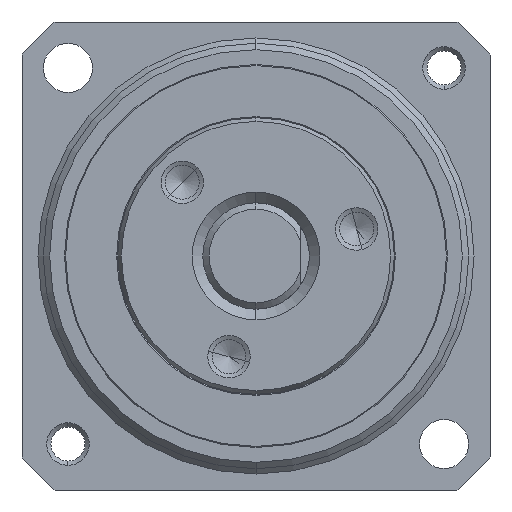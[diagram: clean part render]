
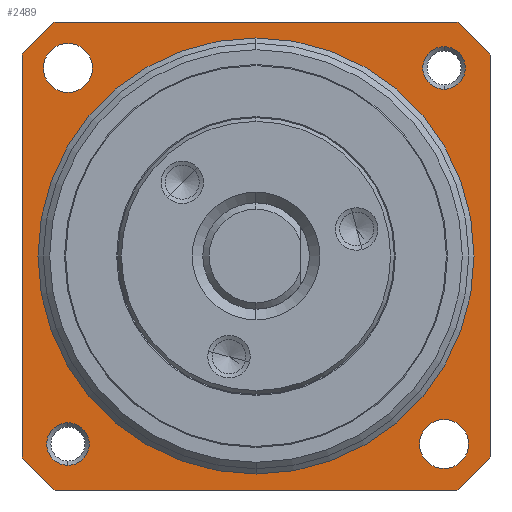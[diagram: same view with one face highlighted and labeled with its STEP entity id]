
A CAD part, left-side view. The second image highlights one B-rep face of the part: STEP entity #2489.
In plain terms, the highlighted planar face has unit normal (-1, 0, 0).
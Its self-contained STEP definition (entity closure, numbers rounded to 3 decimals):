
#2099=VERTEX_POINT('',#6196);
#2135=EDGE_CURVE('',#3995,#5243,#6236,.T.);
#2171=VERTEX_POINT('',#6275);
#2423=EDGE_CURVE('',#5139,#2171,#6560,.T.);
#2431=EDGE_CURVE('',#6013,#4695,#6568,.T.);
#2489=ADVANCED_FACE('',(#6633,#6634,#6635,#6636,#6637,#6638),#6639,.T.);
#2937=VERTEX_POINT('',#7156);
#3051=EDGE_CURVE('',#2099,#3093,#7289,.T.);
#3093=VERTEX_POINT('',#7336);
#3127=VERTEX_POINT('',#7372);
#3283=VERTEX_POINT('',#7546);
#3371=EDGE_CURVE('',#5393,#6107,#7645,.T.);
#3761=EDGE_CURVE('',#4421,#3283,#8086,.T.);
#3925=EDGE_CURVE('',#6107,#5393,#8270,.T.);
#3995=VERTEX_POINT('',#8346);
#4031=EDGE_CURVE('',#5569,#4085,#8386,.T.);
#4085=VERTEX_POINT('',#8444);
#4201=EDGE_CURVE('',#2937,#4421,#8587,.T.);
#4421=VERTEX_POINT('',#8840);
#4567=EDGE_CURVE('',#5553,#3127,#9007,.T.);
#4661=EDGE_CURVE('',#2171,#5139,#9109,.T.);
#4695=VERTEX_POINT('',#9150);
#4769=EDGE_CURVE('',#3127,#5553,#9231,.T.);
#4779=VERTEX_POINT('',#9243);
#4803=EDGE_CURVE('',#4695,#2937,#9271,.T.);
#5139=VERTEX_POINT('',#9647);
#5215=EDGE_CURVE('',#3283,#4779,#9733,.T.);
#5243=VERTEX_POINT('',#9763);
#5393=VERTEX_POINT('',#9931);
#5497=EDGE_CURVE('',#5243,#3995,#10049,.T.);
#5553=VERTEX_POINT('',#10109);
#5561=EDGE_CURVE('',#3093,#6013,#10119,.T.);
#5569=VERTEX_POINT('',#10127);
#5953=EDGE_CURVE('',#4779,#2099,#10556,.T.);
#5973=EDGE_CURVE('',#4085,#5569,#10578,.T.);
#6013=VERTEX_POINT('',#10621);
#6107=VERTEX_POINT('',#10724);
#6196=CARTESIAN_POINT('',(12.7,-9.447,-11.0));
#6236=CIRCLE('',#10942,1.15);
#6275=CARTESIAN_POINT('',(12.7,8.839,7.689));
#6560=CIRCLE('',#11393,1.15);
#6568=CIRCLE('',#11405,14.5);
#6633=FACE_BOUND('',#11480,.T.);
#6634=FACE_BOUND('',#11481,.T.);
#6635=FACE_BOUND('',#11482,.T.);
#6636=FACE_BOUND('',#11483,.T.);
#6637=FACE_BOUND('',#11484,.T.);
#6638=FACE_OUTER_BOUND('',#11485,.T.);
#6639=PLANE('',#11486);
#7156=CARTESIAN_POINT('',(12.7,9.447,11.0));
#7289=CIRCLE('',#12418,14.5);
#7336=CARTESIAN_POINT('',(12.7,-11.0,-9.447));
#7372=CARTESIAN_POINT('',(12.7,8.839,-7.839));
#7546=CARTESIAN_POINT('',(12.7,11.0,-9.447));
#7645=CIRCLE('',#12942,1.0);
#8086=LINE('',#13583,#13584);
#8270=CIRCLE('',#13844,1.0);
#8346=CARTESIAN_POINT('',(12.7,-8.839,-7.689));
#8386=CIRCLE('',#14005,10.25);
#8444=CARTESIAN_POINT('',(12.7,0.0,10.25));
#8587=CIRCLE('',#14288,14.5);
#8840=CARTESIAN_POINT('',(12.7,11.0,9.447));
#9007=CIRCLE('',#14921,1.0);
#9109=CIRCLE('',#15061,1.15);
#9150=CARTESIAN_POINT('',(12.7,-9.447,11.0));
#9231=CIRCLE('',#15234,1.0);
#9243=CARTESIAN_POINT('',(12.7,9.447,-11.0));
#9271=LINE('',#15278,#15279);
#9647=CARTESIAN_POINT('',(12.7,8.839,9.989));
#9733=CIRCLE('',#15915,14.5);
#9763=CARTESIAN_POINT('',(12.7,-8.839,-9.989));
#9931=CARTESIAN_POINT('',(12.7,-8.839,7.839));
#10049=CIRCLE('',#16348,1.15);
#10109=CARTESIAN_POINT('',(12.7,8.839,-9.839));
#10119=LINE('',#16440,#16441);
#10127=CARTESIAN_POINT('',(12.7,0.,-10.25));
#10556=LINE('',#17020,#17021);
#10578=CIRCLE('',#17051,10.25);
#10621=CARTESIAN_POINT('',(12.7,-11.0,9.447));
#10724=CARTESIAN_POINT('',(12.7,-8.839,9.839));
#10942=AXIS2_PLACEMENT_3D('',#17424,#17425,#17426);
#11393=AXIS2_PLACEMENT_3D('',#17832,#17833,#17834);
#11405=AXIS2_PLACEMENT_3D('',#17839,#17840,#17841);
#11480=EDGE_LOOP('',(#17922,#17923));
#11481=EDGE_LOOP('',(#17924,#17925));
#11482=EDGE_LOOP('',(#17926,#17927));
#11483=EDGE_LOOP('',(#17928,#17929));
#11484=EDGE_LOOP('',(#17930,#17931));
#11485=EDGE_LOOP('',(#17932,#17933,#17934,#17935,#17936,#17937,#17938,#17939));
#11486=AXIS2_PLACEMENT_3D('',#17940,#17941,#17942);
#12418=AXIS2_PLACEMENT_3D('',#18820,#18821,#18822);
#12942=AXIS2_PLACEMENT_3D('',#19277,#19278,#19279);
#13583=CARTESIAN_POINT('',(12.7,11.0,5.5));
#13584=VECTOR('',#19871,1.0);
#13844=AXIS2_PLACEMENT_3D('',#20127,#20128,#20129);
#14005=AXIS2_PLACEMENT_3D('',#20262,#20263,#20264);
#14288=AXIS2_PLACEMENT_3D('',#20523,#20524,#20525);
#14921=AXIS2_PLACEMENT_3D('',#21100,#21101,#21102);
#15061=AXIS2_PLACEMENT_3D('',#21218,#21219,#21220);
#15234=AXIS2_PLACEMENT_3D('',#21387,#21388,#21389);
#15278=CARTESIAN_POINT('',(12.7,-5.5,11.0));
#15279=VECTOR('',#21447,1.0);
#15915=AXIS2_PLACEMENT_3D('',#22063,#22064,#22065);
#16348=AXIS2_PLACEMENT_3D('',#22437,#22438,#22439);
#16440=CARTESIAN_POINT('',(12.7,-11.0,-5.5));
#16441=VECTOR('',#22522,1.0);
#17020=CARTESIAN_POINT('',(12.7,5.5,-11.0));
#17021=VECTOR('',#23074,1.0);
#17051=AXIS2_PLACEMENT_3D('',#23108,#23109,#23110);
#17424=CARTESIAN_POINT('',(12.7,-8.839,-8.839));
#17425=DIRECTION('',(1.0,-0.0,0.0));
#17426=DIRECTION('',(0.0,0.0,-1.0));
#17832=CARTESIAN_POINT('',(12.7,8.839,8.839));
#17833=DIRECTION('',(1.0,0.0,-0.0));
#17834=DIRECTION('',(0.0,0.0,1.0));
#17839=CARTESIAN_POINT('',(12.7,0.0,0.0));
#17840=DIRECTION('',(-1.0,0.0,0.0));
#17841=DIRECTION('',(0.0,0.0,1.0));
#17922=ORIENTED_EDGE('',*,*,#5497,.T.);
#17923=ORIENTED_EDGE('',*,*,#2135,.T.);
#17924=ORIENTED_EDGE('',*,*,#2423,.T.);
#17925=ORIENTED_EDGE('',*,*,#4661,.T.);
#17926=ORIENTED_EDGE('',*,*,#4567,.T.);
#17927=ORIENTED_EDGE('',*,*,#4769,.T.);
#17928=ORIENTED_EDGE('',*,*,#3925,.T.);
#17929=ORIENTED_EDGE('',*,*,#3371,.T.);
#17930=ORIENTED_EDGE('',*,*,#5973,.T.);
#17931=ORIENTED_EDGE('',*,*,#4031,.T.);
#17932=ORIENTED_EDGE('',*,*,#5953,.T.);
#17933=ORIENTED_EDGE('',*,*,#3051,.T.);
#17934=ORIENTED_EDGE('',*,*,#5561,.T.);
#17935=ORIENTED_EDGE('',*,*,#2431,.T.);
#17936=ORIENTED_EDGE('',*,*,#4803,.T.);
#17937=ORIENTED_EDGE('',*,*,#4201,.T.);
#17938=ORIENTED_EDGE('',*,*,#3761,.T.);
#17939=ORIENTED_EDGE('',*,*,#5215,.T.);
#17940=CARTESIAN_POINT('',(12.7,0.0,0.0));
#17941=DIRECTION('',(-1.0,0.0,0.0));
#17942=DIRECTION('',(0.0,0.0,1.0));
#18820=CARTESIAN_POINT('',(12.7,0.0,0.0));
#18821=DIRECTION('',(-1.0,0.0,0.0));
#18822=DIRECTION('',(0.0,0.0,1.0));
#19277=CARTESIAN_POINT('',(12.7,-8.839,8.839));
#19278=DIRECTION('',(1.0,0.0,-0.0));
#19279=DIRECTION('',(0.0,0.0,1.0));
#19871=DIRECTION('',(-0.0,-0.0,-1.0));
#20127=CARTESIAN_POINT('',(12.7,-8.839,8.839));
#20128=DIRECTION('',(1.0,0.0,-0.0));
#20129=DIRECTION('',(0.0,0.0,1.0));
#20262=CARTESIAN_POINT('',(12.7,0.0,0.0));
#20263=DIRECTION('',(1.0,0.0,-0.0));
#20264=DIRECTION('',(0.0,0.0,1.0));
#20523=CARTESIAN_POINT('',(12.7,0.0,0.0));
#20524=DIRECTION('',(-1.0,0.0,0.0));
#20525=DIRECTION('',(0.0,0.0,1.0));
#21100=CARTESIAN_POINT('',(12.7,8.839,-8.839));
#21101=DIRECTION('',(1.0,-0.0,0.0));
#21102=DIRECTION('',(0.0,0.0,-1.0));
#21218=CARTESIAN_POINT('',(12.7,8.839,8.839));
#21219=DIRECTION('',(1.0,0.0,-0.0));
#21220=DIRECTION('',(0.0,0.0,1.0));
#21387=CARTESIAN_POINT('',(12.7,8.839,-8.839));
#21388=DIRECTION('',(1.0,-0.0,0.0));
#21389=DIRECTION('',(0.0,0.0,-1.0));
#21447=DIRECTION('',(0.0,1.0,0.0));
#22063=CARTESIAN_POINT('',(12.7,0.0,0.0));
#22064=DIRECTION('',(-1.0,0.0,0.0));
#22065=DIRECTION('',(0.0,0.0,1.0));
#22437=CARTESIAN_POINT('',(12.7,-8.839,-8.839));
#22438=DIRECTION('',(1.0,-0.0,0.0));
#22439=DIRECTION('',(0.0,0.0,-1.0));
#22522=DIRECTION('',(0.0,0.0,1.0));
#23074=DIRECTION('',(0.0,-1.0,0.0));
#23108=CARTESIAN_POINT('',(12.7,0.0,0.0));
#23109=DIRECTION('',(1.0,0.0,-0.0));
#23110=DIRECTION('',(0.0,0.0,1.0));
